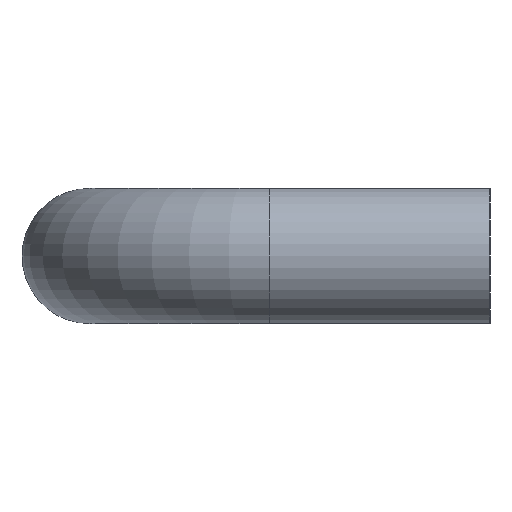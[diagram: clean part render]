
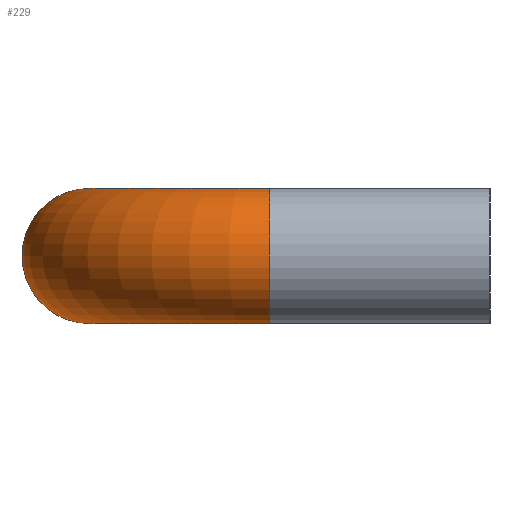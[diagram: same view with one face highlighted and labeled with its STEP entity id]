
A CAD part, left-side view. The second image highlights one B-rep face of the part: STEP entity #229.
In plain terms, the highlighted toroidal (fillet/blend) face has major radius 12.7 mm and minor radius 4.765 mm.
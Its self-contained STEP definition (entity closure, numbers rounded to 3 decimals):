
#198=CARTESIAN_POINT('',(12.7,33.0,0.));
#199=VERTEX_POINT('',#198);
#200=CARTESIAN_POINT('',(12.7,28.235,0.0));
#201=DIRECTION('',(-1.0,0.0,0.0));
#202=DIRECTION('',(0.0,-1.0,0.0));
#203=AXIS2_PLACEMENT_3D('',#200,#201,#202);
#204=CIRCLE('',#203,4.765);
#205=EDGE_CURVE('',#199,#199,#204,.T.);
#210=CARTESIAN_POINT('',(12.7,15.535,0.0));
#211=DIRECTION('',(0.0,0.0,-1.0));
#212=DIRECTION('',(-1.0,0.0,0.0));
#213=AXIS2_PLACEMENT_3D('',#210,#211,#212);
#214=TOROIDAL_SURFACE('',#213,12.7,4.765);
#215=ORIENTED_EDGE('',*,*,#205,.T.);
#216=EDGE_LOOP('',(#215));
#217=FACE_OUTER_BOUND('',#216,.T.);
#218=CARTESIAN_POINT('',(-4.765,15.535,0.));
#219=VERTEX_POINT('',#218);
#220=CARTESIAN_POINT('',(0.0,15.535,0.0));
#221=DIRECTION('',(0.0,-1.0,0.0));
#222=DIRECTION('',(1.0,0.0,0.0));
#223=AXIS2_PLACEMENT_3D('',#220,#221,#222);
#224=CIRCLE('',#223,4.765);
#225=EDGE_CURVE('',#219,#219,#224,.T.);
#226=ORIENTED_EDGE('',*,*,#225,.F.);
#227=EDGE_LOOP('',(#226));
#228=FACE_BOUND('',#227,.T.);
#229=ADVANCED_FACE('',(#217,#228),#214,.T.);
